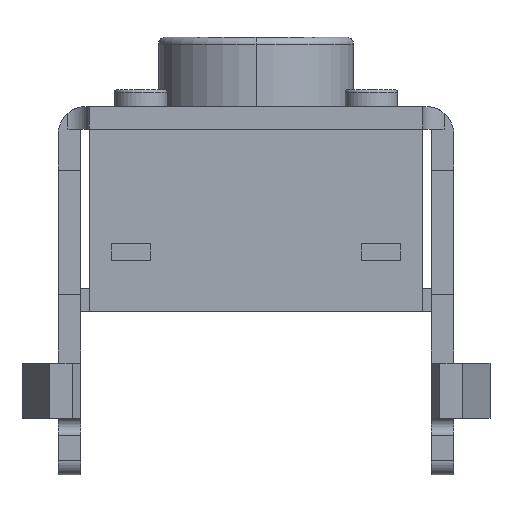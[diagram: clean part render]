
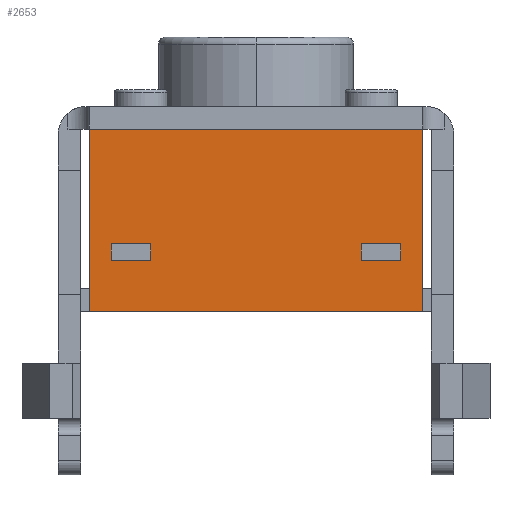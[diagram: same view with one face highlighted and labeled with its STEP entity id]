
A CAD part, front view. The second image highlights one B-rep face of the part: STEP entity #2653.
In plain terms, the highlighted planar face has unit normal (0, -1, 0).
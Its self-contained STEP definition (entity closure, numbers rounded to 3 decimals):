
#394=DIRECTION('',(0.,0.,-1.));
#395=VECTOR('',#394,3.277);
#396=CARTESIAN_POINT('',(2.997,-2.997,-0.406));
#397=LINE('',#396,#395);
#616=DIRECTION('',(1.,0.,0.));
#617=VECTOR('',#616,5.994);
#618=CARTESIAN_POINT('',(-2.997,-2.997,-0.406));
#619=LINE('',#618,#617);
#684=DIRECTION('',(-1.,0.,0.));
#685=VECTOR('',#684,0.711);
#686=CARTESIAN_POINT('',(2.604,-2.997,-2.769));
#687=LINE('',#686,#685);
#688=DIRECTION('',(0.,0.,-1.));
#689=VECTOR('',#688,0.305);
#690=CARTESIAN_POINT('',(2.604,-2.997,-2.464));
#691=LINE('',#690,#689);
#692=DIRECTION('',(-1.,0.,0.));
#693=VECTOR('',#692,0.711);
#694=CARTESIAN_POINT('',(2.604,-2.997,-2.464));
#695=LINE('',#694,#693);
#696=DIRECTION('',(0.,0.,-1.));
#697=VECTOR('',#696,0.305);
#698=CARTESIAN_POINT('',(1.892,-2.997,-2.464));
#699=LINE('',#698,#697);
#700=DIRECTION('',(-1.,0.,0.));
#701=VECTOR('',#700,0.711);
#702=CARTESIAN_POINT('',(-1.892,-2.997,-2.769));
#703=LINE('',#702,#701);
#704=DIRECTION('',(0.,0.,-1.));
#705=VECTOR('',#704,0.305);
#706=CARTESIAN_POINT('',(-1.892,-2.997,-2.464));
#707=LINE('',#706,#705);
#708=DIRECTION('',(-1.,0.,0.));
#709=VECTOR('',#708,0.711);
#710=CARTESIAN_POINT('',(-1.892,-2.997,-2.464));
#711=LINE('',#710,#709);
#712=DIRECTION('',(0.,0.,-1.));
#713=VECTOR('',#712,0.305);
#714=CARTESIAN_POINT('',(-2.604,-2.997,-2.464));
#715=LINE('',#714,#713);
#716=DIRECTION('',(1.,0.,0.));
#717=VECTOR('',#716,5.994);
#718=CARTESIAN_POINT('',(-2.997,-2.997,-3.683));
#719=LINE('',#718,#717);
#736=DIRECTION('',(0.,0.,-1.));
#737=VECTOR('',#736,3.277);
#738=CARTESIAN_POINT('',(-2.997,-2.997,-0.406));
#739=LINE('',#738,#737);
#1488=CARTESIAN_POINT('',(-2.997,-2.997,-3.683));
#1490=VERTEX_POINT('',#1488);
#1496=CARTESIAN_POINT('',(2.997,-2.997,-3.683));
#1498=VERTEX_POINT('',#1496);
#1516=CARTESIAN_POINT('',(-2.997,-2.997,-0.406));
#1517=CARTESIAN_POINT('',(2.997,-2.997,-0.406));
#1518=VERTEX_POINT('',#1516);
#1519=VERTEX_POINT('',#1517);
#1652=CARTESIAN_POINT('',(2.604,-2.997,-2.769));
#1653=CARTESIAN_POINT('',(1.892,-2.997,-2.769));
#1654=VERTEX_POINT('',#1652);
#1655=VERTEX_POINT('',#1653);
#1656=CARTESIAN_POINT('',(-1.892,-2.997,-2.769));
#1657=CARTESIAN_POINT('',(-2.604,-2.997,-2.769));
#1658=VERTEX_POINT('',#1656);
#1659=VERTEX_POINT('',#1657);
#1660=CARTESIAN_POINT('',(2.604,-2.997,-2.464));
#1661=CARTESIAN_POINT('',(1.892,-2.997,-2.464));
#1662=VERTEX_POINT('',#1660);
#1663=VERTEX_POINT('',#1661);
#1664=CARTESIAN_POINT('',(-1.892,-2.997,-2.464));
#1665=CARTESIAN_POINT('',(-2.604,-2.997,-2.464));
#1666=VERTEX_POINT('',#1664);
#1667=VERTEX_POINT('',#1665);
#2620=CARTESIAN_POINT('',(-2.997,-2.997,-0.406));
#2621=DIRECTION('',(0.,-1.,0.));
#2622=DIRECTION('',(0.,0.,-1.));
#2623=AXIS2_PLACEMENT_3D('',#2620,#2621,#2622);
#2624=PLANE('',#2623);
#2625=ORIENTED_EDGE('',*,*,#2574,.T.);
#2626=ORIENTED_EDGE('',*,*,#2320,.T.);
#2628=ORIENTED_EDGE('',*,*,#2627,.F.);
#2630=ORIENTED_EDGE('',*,*,#2629,.F.);
#2631=EDGE_LOOP('',(#2625,#2626,#2628,#2630));
#2632=FACE_OUTER_BOUND('',#2631,.F.);
#2634=ORIENTED_EDGE('',*,*,#2633,.F.);
#2636=ORIENTED_EDGE('',*,*,#2635,.F.);
#2638=ORIENTED_EDGE('',*,*,#2637,.T.);
#2640=ORIENTED_EDGE('',*,*,#2639,.T.);
#2641=EDGE_LOOP('',(#2634,#2636,#2638,#2640));
#2642=FACE_BOUND('',#2641,.F.);
#2644=ORIENTED_EDGE('',*,*,#2643,.F.);
#2646=ORIENTED_EDGE('',*,*,#2645,.F.);
#2648=ORIENTED_EDGE('',*,*,#2647,.T.);
#2650=ORIENTED_EDGE('',*,*,#2649,.T.);
#2651=EDGE_LOOP('',(#2644,#2646,#2648,#2650));
#2652=FACE_BOUND('',#2651,.F.);
#2653=ADVANCED_FACE('',(#2632,#2642,#2652),#2624,.T.);
#2320=EDGE_CURVE('',#1519,#1498,#397,.T.);
#2574=EDGE_CURVE('',#1518,#1519,#619,.T.);
#2627=EDGE_CURVE('',#1490,#1498,#719,.T.);
#2629=EDGE_CURVE('',#1518,#1490,#739,.T.);
#2633=EDGE_CURVE('',#1654,#1655,#687,.T.);
#2635=EDGE_CURVE('',#1662,#1654,#691,.T.);
#2637=EDGE_CURVE('',#1662,#1663,#695,.T.);
#2639=EDGE_CURVE('',#1663,#1655,#699,.T.);
#2643=EDGE_CURVE('',#1658,#1659,#703,.T.);
#2645=EDGE_CURVE('',#1666,#1658,#707,.T.);
#2647=EDGE_CURVE('',#1666,#1667,#711,.T.);
#2649=EDGE_CURVE('',#1667,#1659,#715,.T.);
